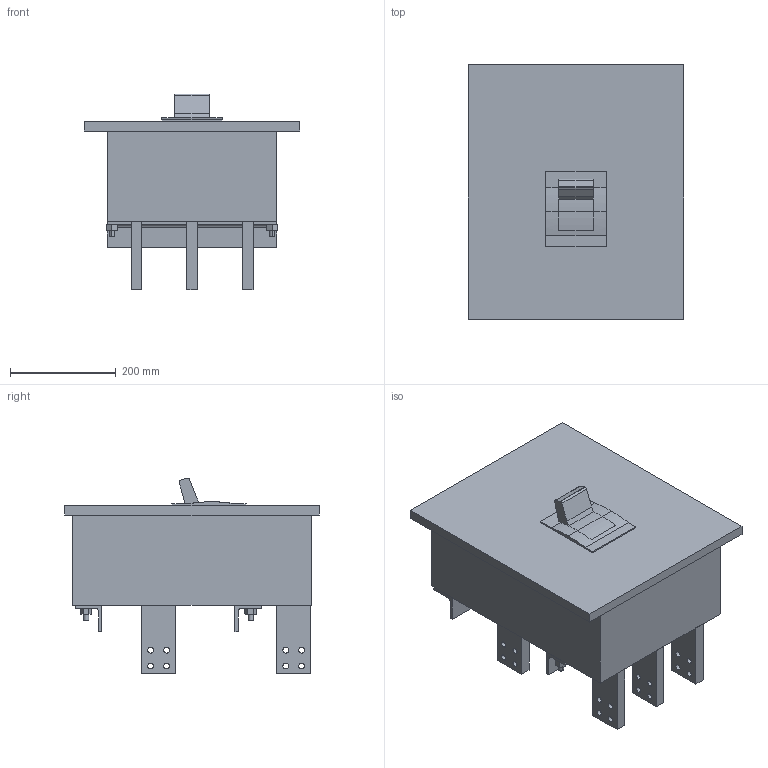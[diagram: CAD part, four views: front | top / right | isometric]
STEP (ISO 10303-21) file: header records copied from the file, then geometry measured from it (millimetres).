
FILE_DESCRIPTION(('CoCreate Modeling STEP Export'),'2;1');
FILE_NAME('ＸＳ２０００ＮＥ３Ｐ.stp','2016-03-31T13:58:31',(''),(''),'CoCreate Modeling STEP processor for AP214 (Solid Model)','CoCreate Modeling 17.0 01-Apr-2010 (C) Parametric Technology GmbH','');
FILE_SCHEMA(('AUTOMOTIVE_DESIGN { 1 0 10303 214 1 1 1 1 }'));
Length unit declared in the file: millimetre
Products named in the file (6): p3.3; p4.3; p2; p2.1; p1; ＸＳ２０００ＮＥ３Ｐ
Assembly tree (11 placements, depth 2):
  ＸＳ２０００ＮＥ３Ｐ
    p4.3  x4
    p3.3  x4
    p1
    p2.1
    p2
Bounding box: 406 x 480 x 369.83 mm (x, y, z)
Volume: 29575394.4 mm3; surface area: 980308.6 mm2
Topology: 11 solids, 11 shells, 207 faces, 517 edges, 344 vertices
Faces by surface type: plane 117, cylinder 90
Entity records: 5463 total; most frequent: ORIENTED_EDGE 854, CARTESIAN_POINT 733, DIRECTION 639, EDGE_CURVE 427, VERTEX_POINT 284, VECTOR 259, LINE 259, EDGE_LOOP 235
